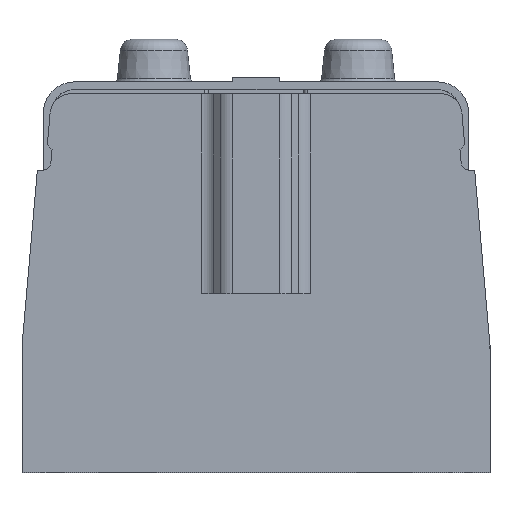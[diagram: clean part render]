
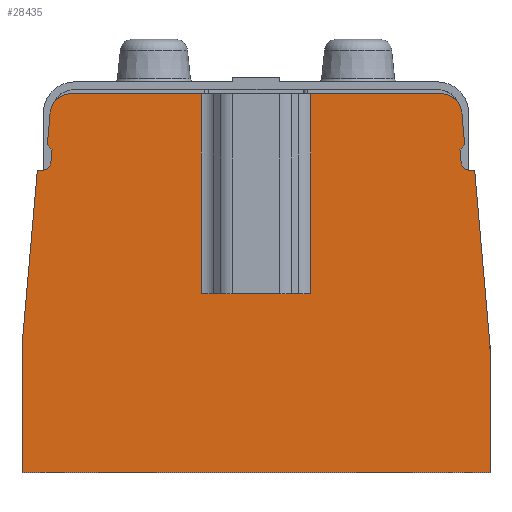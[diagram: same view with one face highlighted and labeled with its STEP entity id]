
A CAD part, top view. The second image highlights one B-rep face of the part: STEP entity #28435.
In plain terms, the highlighted planar face has unit normal (0, 0, 1).
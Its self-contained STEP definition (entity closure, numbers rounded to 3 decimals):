
#277=DIRECTION('',(-1.,0.,0.));
#278=VECTOR('',#277,30.562);
#279=CARTESIAN_POINT('',(43.419,44.5,21.));
#280=LINE('',#279,#278);
#309=DIRECTION('',(-1.,0.,0.));
#310=VECTOR('',#309,30.562);
#311=CARTESIAN_POINT('',(-12.857,44.5,21.));
#312=LINE('',#311,#310);
#966=DIRECTION('',(0.,-1.,0.));
#967=VECTOR('',#966,29.852);
#968=CARTESIAN_POINT('',(-55.,-14.648,21.));
#969=LINE('',#968,#967);
#1041=DIRECTION('',(1.,0.,0.));
#1042=VECTOR('',#1041,110.);
#1043=CARTESIAN_POINT('',(-55.,-44.5,21.));
#1044=LINE('',#1043,#1042);
#10790=DIRECTION('',(0.,1.,0.));
#10791=VECTOR('',#10790,29.852);
#10792=CARTESIAN_POINT('',(55.,-44.5,21.));
#10793=LINE('',#10792,#10791);
#10810=CARTESIAN_POINT('',(43.419,39.5,21.));
#10811=DIRECTION('',(0.,0.,-1.));
#10812=DIRECTION('',(0.,1.,0.));
#10813=AXIS2_PLACEMENT_3D('',#10810,#10811,#10812);
#10815=DIRECTION('',(0.087,-0.996,0.));
#10816=VECTOR('',#10815,7.464);
#10817=CARTESIAN_POINT('',(48.4,39.936,21.));
#10818=LINE('',#10817,#10816);
#10819=DIRECTION('',(-0.707,-0.707,0.));
#10820=VECTOR('',#10819,1.566);
#10821=CARTESIAN_POINT('',(49.05,32.5,21.));
#10822=LINE('',#10821,#10820);
#10823=DIRECTION('',(0.087,-0.996,0.));
#10824=VECTOR('',#10823,3.078);
#10825=CARTESIAN_POINT('',(47.943,31.392,21.));
#10826=LINE('',#10825,#10824);
#10827=CARTESIAN_POINT('',(50.203,28.5,21.));
#10828=DIRECTION('',(0.,0.,1.));
#10829=DIRECTION('',(-0.996,-0.087,0.));
#10830=AXIS2_PLACEMENT_3D('',#10827,#10828,#10829);
#10832=DIRECTION('',(0.087,-0.996,0.));
#10833=VECTOR('',#10832,41.306);
#10834=CARTESIAN_POINT('',(51.401,26.5,21.));
#10835=LINE('',#10834,#10833);
#10836=DIRECTION('',(0.087,0.996,0.));
#10837=VECTOR('',#10836,41.306);
#10838=CARTESIAN_POINT('',(-55.,-14.648,21.));
#10839=LINE('',#10838,#10837);
#10840=CARTESIAN_POINT('',(-50.203,28.5,21.));
#10841=DIRECTION('',(0.,0.,1.));
#10842=DIRECTION('',(0.,-1.,0.));
#10843=AXIS2_PLACEMENT_3D('',#10840,#10841,#10842);
#10845=DIRECTION('',(0.087,0.996,0.));
#10846=VECTOR('',#10845,3.078);
#10847=CARTESIAN_POINT('',(-48.21,28.326,21.));
#10848=LINE('',#10847,#10846);
#10849=DIRECTION('',(-0.707,0.707,0.));
#10850=VECTOR('',#10849,1.566);
#10851=CARTESIAN_POINT('',(-47.942,31.392,21.));
#10852=LINE('',#10851,#10850);
#10853=DIRECTION('',(0.087,0.996,0.));
#10854=VECTOR('',#10853,7.464);
#10855=CARTESIAN_POINT('',(-49.05,32.5,21.));
#10856=LINE('',#10855,#10854);
#10857=CARTESIAN_POINT('',(-43.418,39.5,21.));
#10858=DIRECTION('',(0.,0.,-1.));
#10859=DIRECTION('',(-0.996,0.087,0.));
#10860=AXIS2_PLACEMENT_3D('',#10857,#10858,#10859);
#10862=DIRECTION('',(-1.,0.,0.));
#10863=VECTOR('',#10862,25.714);
#10864=CARTESIAN_POINT('',(12.857,-2.5,21.));
#10865=LINE('',#10864,#10863);
#10894=DIRECTION('',(0.,1.,0.));
#10895=VECTOR('',#10894,47.);
#10896=CARTESIAN_POINT('',(-12.857,-2.5,21.));
#10897=LINE('',#10896,#10895);
#10930=DIRECTION('',(0.,-1.,0.));
#10931=VECTOR('',#10930,47.);
#10932=CARTESIAN_POINT('',(12.857,44.5,21.));
#10933=LINE('',#10932,#10931);
#11029=DIRECTION('',(-1.,0.,0.));
#11030=VECTOR('',#11029,1.197);
#11031=CARTESIAN_POINT('',(-50.203,26.5,21.));
#11032=LINE('',#11031,#11030);
#11565=DIRECTION('',(-1.,0.,0.));
#11566=VECTOR('',#11565,1.197);
#11567=CARTESIAN_POINT('',(51.401,26.5,21.));
#11568=LINE('',#11567,#11566);
#12421=CARTESIAN_POINT('',(12.857,-2.5,21.));
#12422=CARTESIAN_POINT('',(-12.857,-2.5,21.));
#12423=VERTEX_POINT('',#12421);
#12424=VERTEX_POINT('',#12422);
#12425=CARTESIAN_POINT('',(12.857,44.5,21.));
#12426=VERTEX_POINT('',#12425);
#12427=CARTESIAN_POINT('',(43.419,44.5,21.));
#12428=VERTEX_POINT('',#12427);
#12429=CARTESIAN_POINT('',(48.4,39.936,21.));
#12430=VERTEX_POINT('',#12429);
#12431=CARTESIAN_POINT('',(49.05,32.5,21.));
#12432=VERTEX_POINT('',#12431);
#12433=CARTESIAN_POINT('',(47.943,31.392,21.));
#12434=VERTEX_POINT('',#12433);
#12435=CARTESIAN_POINT('',(48.211,28.326,21.));
#12436=VERTEX_POINT('',#12435);
#12437=CARTESIAN_POINT('',(50.203,26.5,21.));
#12438=VERTEX_POINT('',#12437);
#12439=CARTESIAN_POINT('',(51.401,26.5,21.));
#12440=VERTEX_POINT('',#12439);
#12441=CARTESIAN_POINT('',(55.,-14.648,21.));
#12442=VERTEX_POINT('',#12441);
#12443=CARTESIAN_POINT('',(55.,-44.5,21.));
#12444=VERTEX_POINT('',#12443);
#12445=CARTESIAN_POINT('',(-55.,-44.5,21.));
#12446=VERTEX_POINT('',#12445);
#12447=CARTESIAN_POINT('',(-55.,-14.648,21.));
#12448=VERTEX_POINT('',#12447);
#12449=CARTESIAN_POINT('',(-51.4,26.5,21.));
#12450=VERTEX_POINT('',#12449);
#12451=CARTESIAN_POINT('',(-50.203,26.5,21.));
#12452=VERTEX_POINT('',#12451);
#12453=CARTESIAN_POINT('',(-48.21,28.326,21.));
#12454=VERTEX_POINT('',#12453);
#12455=CARTESIAN_POINT('',(-47.942,31.392,21.));
#12456=VERTEX_POINT('',#12455);
#12457=CARTESIAN_POINT('',(-49.05,32.5,21.));
#12458=VERTEX_POINT('',#12457);
#12459=CARTESIAN_POINT('',(-48.399,39.936,21.));
#12460=VERTEX_POINT('',#12459);
#12461=CARTESIAN_POINT('',(-43.418,44.5,21.));
#12462=VERTEX_POINT('',#12461);
#12463=CARTESIAN_POINT('',(-12.857,44.5,21.));
#12464=VERTEX_POINT('',#12463);
#28389=CARTESIAN_POINT('',(0.,0.,21.));
#28390=DIRECTION('',(0.,0.,1.));
#28391=DIRECTION('',(-1.,0.,0.));
#28392=AXIS2_PLACEMENT_3D('',#28389,#28390,#28391);
#28393=PLANE('',#28392);
#28395=ORIENTED_EDGE('',*,*,#28394,.F.);
#28397=ORIENTED_EDGE('',*,*,#28396,.F.);
#28398=ORIENTED_EDGE('',*,*,#15496,.F.);
#28400=ORIENTED_EDGE('',*,*,#28399,.T.);
#28402=ORIENTED_EDGE('',*,*,#28401,.T.);
#28404=ORIENTED_EDGE('',*,*,#28403,.T.);
#28406=ORIENTED_EDGE('',*,*,#28405,.T.);
#28408=ORIENTED_EDGE('',*,*,#28407,.T.);
#28410=ORIENTED_EDGE('',*,*,#28409,.F.);
#28412=ORIENTED_EDGE('',*,*,#28411,.T.);
#28413=ORIENTED_EDGE('',*,*,#28376,.F.);
#28414=ORIENTED_EDGE('',*,*,#16527,.F.);
#28415=ORIENTED_EDGE('',*,*,#16460,.F.);
#28417=ORIENTED_EDGE('',*,*,#28416,.T.);
#28419=ORIENTED_EDGE('',*,*,#28418,.F.);
#28421=ORIENTED_EDGE('',*,*,#28420,.T.);
#28423=ORIENTED_EDGE('',*,*,#28422,.T.);
#28425=ORIENTED_EDGE('',*,*,#28424,.T.);
#28427=ORIENTED_EDGE('',*,*,#28426,.T.);
#28429=ORIENTED_EDGE('',*,*,#28428,.T.);
#28430=ORIENTED_EDGE('',*,*,#15512,.F.);
#28432=ORIENTED_EDGE('',*,*,#28431,.F.);
#28433=EDGE_LOOP('',(#28395,#28397,#28398,#28400,#28402,#28404,#28406,#28408,
#28410,#28412,#28413,#28414,#28415,#28417,#28419,#28421,#28423,#28425,#28427,
#28429,#28430,#28432));
#28434=FACE_OUTER_BOUND('',#28433,.F.);
#10814=CIRCLE('',#10813,5.);
#10831=CIRCLE('',#10830,2.);
#10844=CIRCLE('',#10843,2.);
#10861=CIRCLE('',#10860,5.);
#15496=EDGE_CURVE('',#12428,#12426,#280,.T.);
#15512=EDGE_CURVE('',#12464,#12462,#312,.T.);
#16460=EDGE_CURVE('',#12448,#12446,#969,.T.);
#16527=EDGE_CURVE('',#12446,#12444,#1044,.T.);
#28376=EDGE_CURVE('',#12444,#12442,#10793,.T.);
#28394=EDGE_CURVE('',#12423,#12424,#10865,.T.);
#28396=EDGE_CURVE('',#12426,#12423,#10933,.T.);
#28399=EDGE_CURVE('',#12428,#12430,#10814,.T.);
#28401=EDGE_CURVE('',#12430,#12432,#10818,.T.);
#28403=EDGE_CURVE('',#12432,#12434,#10822,.T.);
#28405=EDGE_CURVE('',#12434,#12436,#10826,.T.);
#28407=EDGE_CURVE('',#12436,#12438,#10831,.T.);
#28409=EDGE_CURVE('',#12440,#12438,#11568,.T.);
#28411=EDGE_CURVE('',#12440,#12442,#10835,.T.);
#28416=EDGE_CURVE('',#12448,#12450,#10839,.T.);
#28418=EDGE_CURVE('',#12452,#12450,#11032,.T.);
#28420=EDGE_CURVE('',#12452,#12454,#10844,.T.);
#28422=EDGE_CURVE('',#12454,#12456,#10848,.T.);
#28424=EDGE_CURVE('',#12456,#12458,#10852,.T.);
#28426=EDGE_CURVE('',#12458,#12460,#10856,.T.);
#28428=EDGE_CURVE('',#12460,#12462,#10861,.T.);
#28431=EDGE_CURVE('',#12424,#12464,#10897,.T.);
#28435=ADVANCED_FACE('',(#28434),#28393,.T.);
